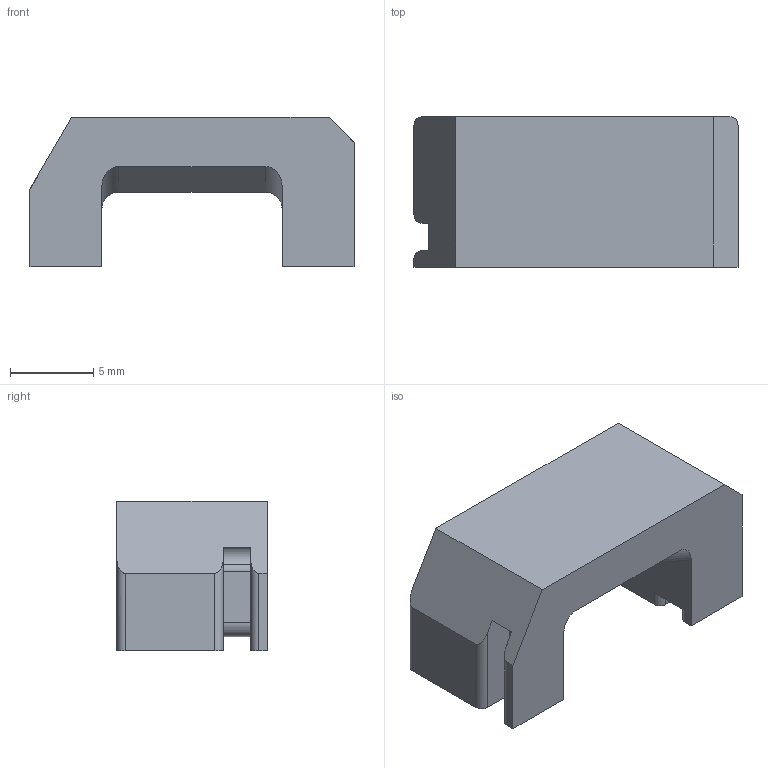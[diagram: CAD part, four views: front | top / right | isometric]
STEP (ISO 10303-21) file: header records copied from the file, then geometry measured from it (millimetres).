
FILE_DESCRIPTION(/* description */ (''),/* implementation_level */ '2;1');
FILE_NAME(/* name */ '4S平衡头固定座.stp',/* time_stamp */ '2023-04-07T09:13:14+08:00',/* author */ ('13326471722'),/* organization */ (''),/* preprocessor_version */ 'ST-DEVELOPER v18.1',/* originating_system */ 'Autodesk Inventor 2021',/* authorisation */ '');
FILE_SCHEMA (('AUTOMOTIVE_DESIGN { 1 0 10303 214 3 1 1 }'));
Length unit declared in the file: millimetre
Products named in the file (1): 0026
Bounding box: 19.5 x 9.05 x 9 mm (x, y, z)
Volume: 900.3 mm3; surface area: 896.1 mm2
Topology: 1 solids, 1 shells, 70 faces, 202 edges, 134 vertices
Faces by surface type: plane 44, cylinder 26
Entity records: 2345 total; most frequent: CARTESIAN_POINT 413, ORIENTED_EDGE 404, DIRECTION 394, EDGE_CURVE 202, LINE 148, VECTOR 148, VERTEX_POINT 134, AXIS2_PLACEMENT_3D 123
